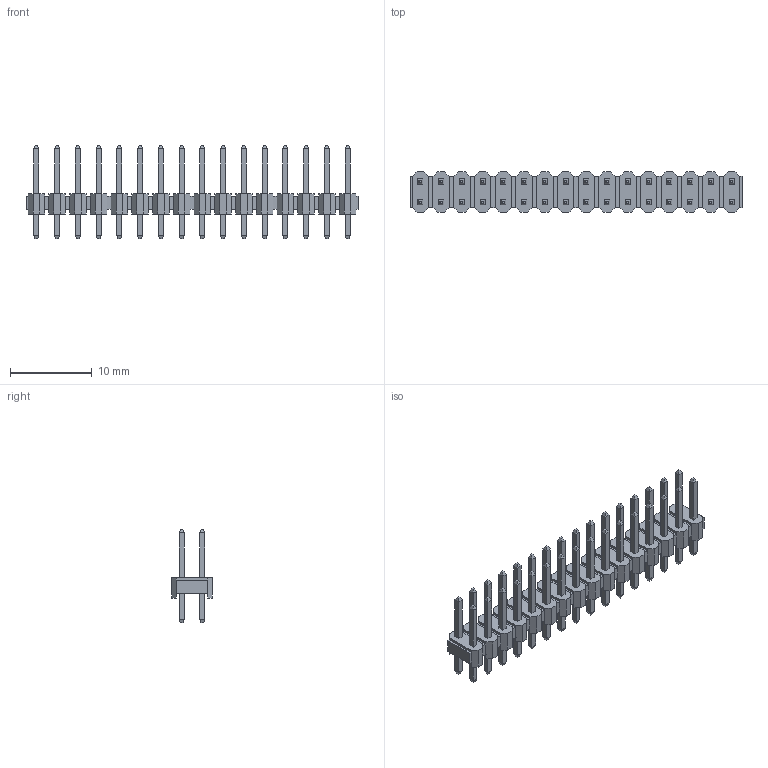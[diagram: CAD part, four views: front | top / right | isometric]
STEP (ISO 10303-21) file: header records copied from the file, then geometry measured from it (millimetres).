
FILE_DESCRIPTION (( 'STEP AP214' ), '1' );
FILE_NAME ('User Library-PLD-xx.STEP', '2017-12-01T09:49:20', ( '' ), ( '' ), 'SwSTEP 2.0', 'SolidWorks 2017', '' );
FILE_SCHEMA (( 'AUTOMOTIVE_DESIGN' ));
Length unit declared in the file: millimetre
Products named in the file (1): User Library-PLD-xx
Bounding box: 40.64 x 5 x 11.4 mm (x, y, z)
Volume: 470.6 mm3; surface area: 1423.5 mm2
Topology: 1 solids, 2 shells, 844 faces, 1944 edges, 1168 vertices
Faces by surface type: plane 844
Entity records: 32152 total; most frequent: CARTESIAN_POINT 3957, ORIENTED_EDGE 3888, DIRECTION 3634, VECTOR 1944, LINE 1944, EDGE_CURVE 1944, VERTEX_POINT 1168, EDGE_LOOP 908
